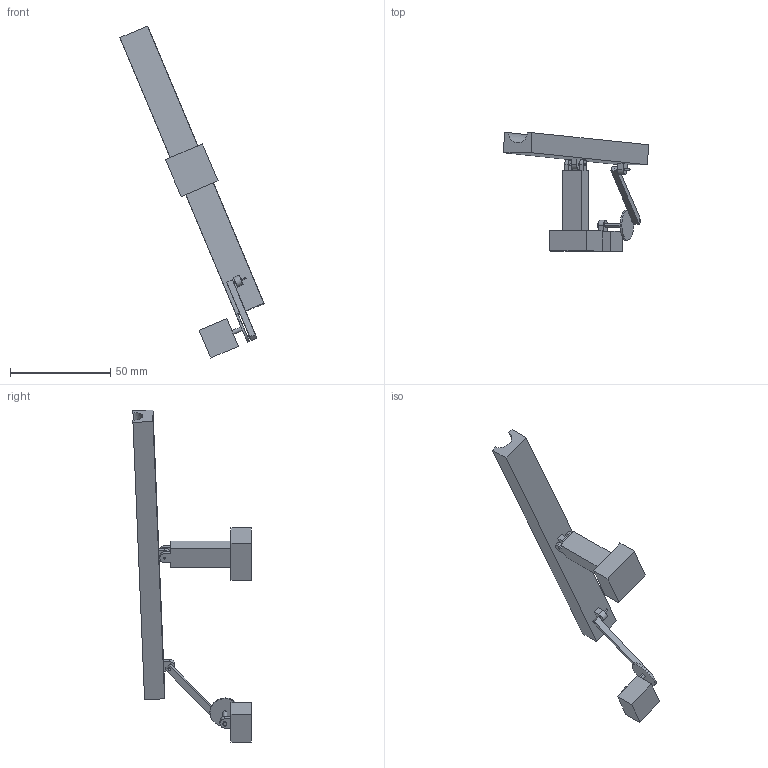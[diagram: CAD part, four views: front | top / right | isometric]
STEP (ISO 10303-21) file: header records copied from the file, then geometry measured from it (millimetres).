
FILE_DESCRIPTION (( 'STEP AP214' ), '1' );
FILE_NAME ('assembly.STEP', '2020-05-03T22:49:00', ( '' ), ( '' ), 'SwSTEP 2.0', 'SolidWorks 2018', '' );
FILE_SCHEMA (( 'AUTOMOTIVE_DESIGN' ));
Length unit declared in the file: millimetre
Products named in the file (6): gear; beam; rod_bas; beam_base1; assembly; rod
Assembly tree (5 placements, depth 2):
  assembly
    rod_bas
    gear
    rod
    beam
    beam_base1
Bounding box: 71.96 x 58.89 x 165.54 mm (x, y, z)
Volume: 26759.7 mm3; surface area: 13865.4 mm2
Topology: 5 solids, 5 shells, 86 faces, 198 edges, 132 vertices
Faces by surface type: plane 56, cylinder 30
Entity records: 2704 total; most frequent: DIRECTION 446, CARTESIAN_POINT 424, ORIENTED_EDGE 396, EDGE_CURVE 198, AXIS2_PLACEMENT_3D 154, LINE 138, VECTOR 138, VERTEX_POINT 132
